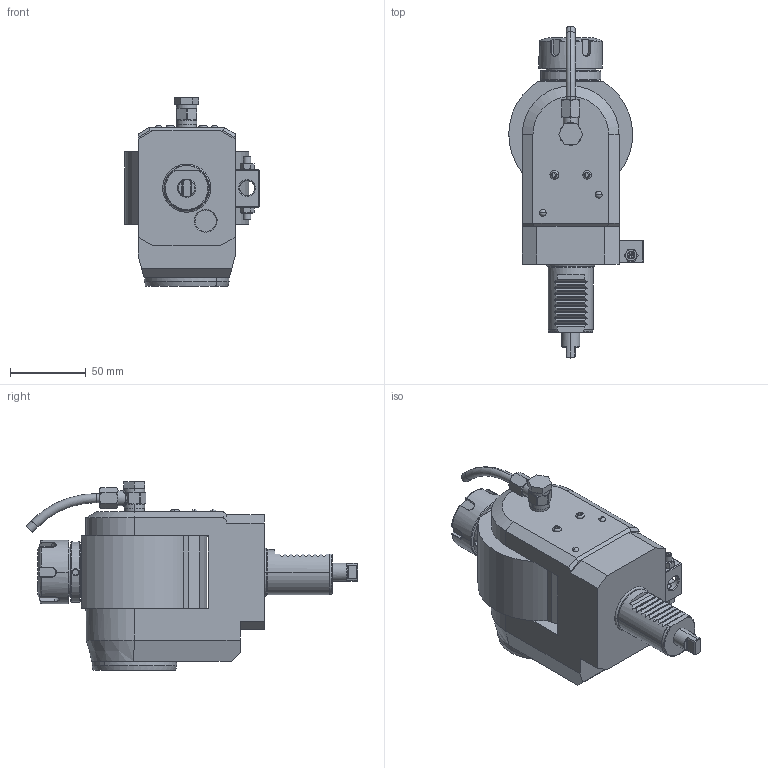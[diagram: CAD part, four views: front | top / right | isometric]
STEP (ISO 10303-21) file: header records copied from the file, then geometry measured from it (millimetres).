
FILE_DESCRIPTION((''),'2;1');
FILE_NAME('NGT1_30_521_25_2','2019-08-09T',('vali'),('NOVA GRUP'),'PRO/ENGINEER BY PARAMETRIC TECHNOLOGY CORPORATION, 2010280','PRO/ENGINEER BY PARAMETRIC TECHNOLOGY CORPORATION, 2010280','');
FILE_SCHEMA(('CONFIG_CONTROL_DESIGN'));
Length unit declared in the file: millimetre
Products named in the file (1): NGT1_30_521_25_2
Bounding box: 89 x 219.67 x 124.9 mm (x, y, z)
Volume: 791328.8 mm3; surface area: 73509.4 mm2
Topology: 1 solids, 2 shells, 548 faces, 1355 edges, 828 vertices
Faces by surface type: plane 235, cylinder 138, bspline 78, cone 57, torus 36, sphere 4
Entity records: 24954 total; most frequent: CARTESIAN_POINT 12837, ORIENTED_EDGE 2678, DIRECTION 2204, EDGE_CURVE 1339, VERTEX_POINT 828, AXIS2_PLACEMENT_3D 779, VECTOR 646, LINE 646
